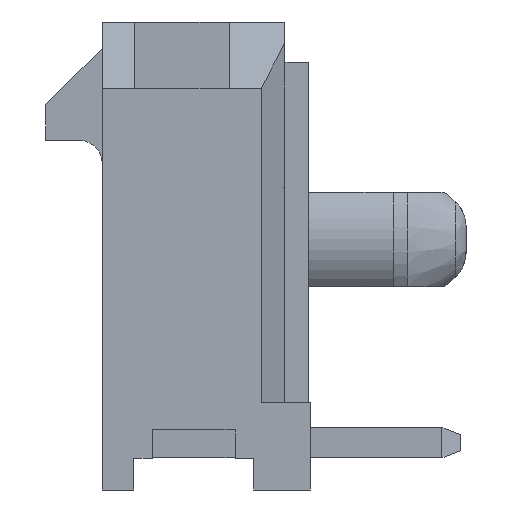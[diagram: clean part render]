
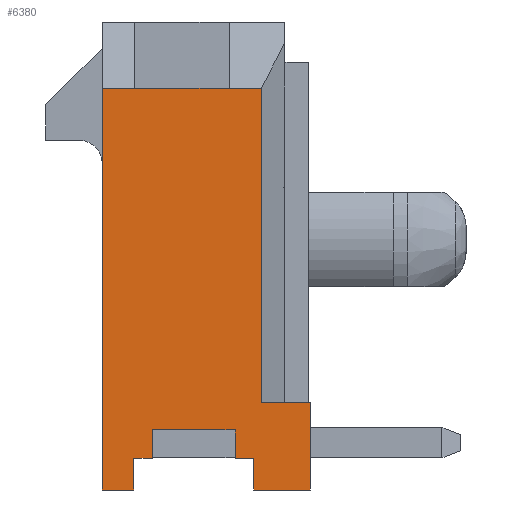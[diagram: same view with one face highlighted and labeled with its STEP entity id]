
A CAD part, left-side view. The second image highlights one B-rep face of the part: STEP entity #6380.
In plain terms, the highlighted planar face has unit normal (-1, 0, 0).
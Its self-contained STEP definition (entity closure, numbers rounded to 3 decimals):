
#565=DIRECTION('',(0.,-1.,0.));
#566=VECTOR('',#565,1.75);
#567=CARTESIAN_POINT('',(-12.32,0.875,-3.68));
#568=LINE('',#567,#566);
#569=DIRECTION('',(0.,0.,-1.));
#570=VECTOR('',#569,0.6);
#571=CARTESIAN_POINT('',(-12.32,0.875,-3.68));
#572=LINE('',#571,#570);
#573=DIRECTION('',(0.,1.,0.));
#574=VECTOR('',#573,0.395);
#575=CARTESIAN_POINT('',(-12.32,0.875,-4.28));
#576=LINE('',#575,#574);
#577=DIRECTION('',(0.,0.,-1.));
#578=VECTOR('',#577,0.67);
#579=CARTESIAN_POINT('',(-12.32,1.27,-4.28));
#580=LINE('',#579,#578);
#581=DIRECTION('',(0.,1.,0.));
#582=VECTOR('',#581,0.66);
#583=CARTESIAN_POINT('',(-12.32,1.27,-4.95));
#584=LINE('',#583,#582);
#585=DIRECTION('',(0.,0.,1.));
#586=VECTOR('',#585,8.5);
#587=CARTESIAN_POINT('',(-12.32,1.93,-4.95));
#588=LINE('',#587,#586);
#589=DIRECTION('',(0.,1.,0.));
#590=VECTOR('',#589,0.68);
#591=CARTESIAN_POINT('',(-12.32,1.25,3.55));
#592=LINE('',#591,#590);
#593=DIRECTION('',(0.,1.,0.));
#594=VECTOR('',#593,2.);
#595=CARTESIAN_POINT('',(-12.32,-0.75,3.55));
#596=LINE('',#595,#594);
#597=DIRECTION('',(0.,1.,0.));
#598=VECTOR('',#597,0.68);
#599=CARTESIAN_POINT('',(-12.32,-1.43,3.55));
#600=LINE('',#599,#598);
#601=DIRECTION('',(0.,0.,1.));
#602=VECTOR('',#601,6.65);
#603=CARTESIAN_POINT('',(-12.32,-1.43,-3.1));
#604=LINE('',#603,#602);
#605=DIRECTION('',(0.,0.,-1.));
#606=VECTOR('',#605,1.85);
#607=CARTESIAN_POINT('',(-12.32,-2.47,-3.1));
#608=LINE('',#607,#606);
#609=DIRECTION('',(0.,1.,0.));
#610=VECTOR('',#609,1.2);
#611=CARTESIAN_POINT('',(-12.32,-2.47,-4.95));
#612=LINE('',#611,#610);
#613=DIRECTION('',(0.,0.,1.));
#614=VECTOR('',#613,0.67);
#615=CARTESIAN_POINT('',(-12.32,-1.27,-4.95));
#616=LINE('',#615,#614);
#617=DIRECTION('',(0.,1.,0.));
#618=VECTOR('',#617,0.395);
#619=CARTESIAN_POINT('',(-12.32,-1.27,-4.28));
#620=LINE('',#619,#618);
#621=DIRECTION('',(0.,0.,-1.));
#622=VECTOR('',#621,0.6);
#623=CARTESIAN_POINT('',(-12.32,-0.875,-3.68));
#624=LINE('',#623,#622);
#1489=DIRECTION('',(0.,1.,0.));
#1490=VECTOR('',#1489,1.04);
#1491=CARTESIAN_POINT('',(-12.32,-2.47,-3.1));
#1492=LINE('',#1491,#1490);
#4285=CARTESIAN_POINT('',(-12.32,-2.47,-3.1));
#4286=CARTESIAN_POINT('',(-12.32,-2.47,-4.95));
#4287=VERTEX_POINT('',#4285);
#4288=VERTEX_POINT('',#4286);
#4289=CARTESIAN_POINT('',(-12.32,-1.27,-4.95));
#4290=VERTEX_POINT('',#4289);
#4297=CARTESIAN_POINT('',(-12.32,-1.27,-4.28));
#4298=VERTEX_POINT('',#4297);
#4299=CARTESIAN_POINT('',(-12.32,1.27,-4.28));
#4300=CARTESIAN_POINT('',(-12.32,1.27,-4.95));
#4301=VERTEX_POINT('',#4299);
#4302=VERTEX_POINT('',#4300);
#4303=CARTESIAN_POINT('',(-12.32,1.93,-4.95));
#4304=VERTEX_POINT('',#4303);
#4329=CARTESIAN_POINT('',(-12.32,-0.75,3.55));
#4330=CARTESIAN_POINT('',(-12.32,1.25,3.55));
#4331=VERTEX_POINT('',#4329);
#4332=VERTEX_POINT('',#4330);
#4383=CARTESIAN_POINT('',(-12.32,-0.875,-4.28));
#4385=VERTEX_POINT('',#4383);
#4387=CARTESIAN_POINT('',(-12.32,0.875,-4.28));
#4389=VERTEX_POINT('',#4387);
#4429=CARTESIAN_POINT('',(-12.32,0.875,-3.68));
#4431=VERTEX_POINT('',#4429);
#4619=CARTESIAN_POINT('',(-12.32,1.93,3.55));
#4621=VERTEX_POINT('',#4619);
#4635=CARTESIAN_POINT('',(-12.32,-1.43,3.55));
#4636=VERTEX_POINT('',#4635);
#4639=CARTESIAN_POINT('',(-12.32,-0.875,-3.68));
#4640=VERTEX_POINT('',#4639);
#4683=CARTESIAN_POINT('',(-12.32,-1.43,-3.1));
#4684=VERTEX_POINT('',#4683);
#6344=CARTESIAN_POINT('',(-12.32,0.,0.));
#6345=DIRECTION('',(1.,0.,0.));
#6346=DIRECTION('',(0.,0.,-1.));
#6347=AXIS2_PLACEMENT_3D('',#6344,#6345,#6346);
#6348=PLANE('',#6347);
#6350=ORIENTED_EDGE('',*,*,#6349,.F.);
#6352=ORIENTED_EDGE('',*,*,#6351,.T.);
#6353=ORIENTED_EDGE('',*,*,#6062,.T.);
#6355=ORIENTED_EDGE('',*,*,#6354,.T.);
#6357=ORIENTED_EDGE('',*,*,#6356,.T.);
#6359=ORIENTED_EDGE('',*,*,#6358,.T.);
#6361=ORIENTED_EDGE('',*,*,#6360,.F.);
#6363=ORIENTED_EDGE('',*,*,#6362,.F.);
#6365=ORIENTED_EDGE('',*,*,#6364,.F.);
#6367=ORIENTED_EDGE('',*,*,#6366,.F.);
#6369=ORIENTED_EDGE('',*,*,#6368,.F.);
#6371=ORIENTED_EDGE('',*,*,#6370,.T.);
#6373=ORIENTED_EDGE('',*,*,#6372,.T.);
#6375=ORIENTED_EDGE('',*,*,#6374,.T.);
#6376=ORIENTED_EDGE('',*,*,#6042,.T.);
#6377=ORIENTED_EDGE('',*,*,#5822,.F.);
#6378=EDGE_LOOP('',(#6350,#6352,#6353,#6355,#6357,#6359,#6361,#6363,#6365,#6367,
#6369,#6371,#6373,#6375,#6376,#6377));
#6379=FACE_OUTER_BOUND('',#6378,.F.);
#6380=ADVANCED_FACE('',(#6379),#6348,.F.);
#5822=EDGE_CURVE('',#4640,#4385,#624,.T.);
#6042=EDGE_CURVE('',#4298,#4385,#620,.T.);
#6062=EDGE_CURVE('',#4389,#4301,#576,.T.);
#6349=EDGE_CURVE('',#4431,#4640,#568,.T.);
#6351=EDGE_CURVE('',#4431,#4389,#572,.T.);
#6354=EDGE_CURVE('',#4301,#4302,#580,.T.);
#6356=EDGE_CURVE('',#4302,#4304,#584,.T.);
#6358=EDGE_CURVE('',#4304,#4621,#588,.T.);
#6360=EDGE_CURVE('',#4332,#4621,#592,.T.);
#6362=EDGE_CURVE('',#4331,#4332,#596,.T.);
#6364=EDGE_CURVE('',#4636,#4331,#600,.T.);
#6366=EDGE_CURVE('',#4684,#4636,#604,.T.);
#6368=EDGE_CURVE('',#4287,#4684,#1492,.T.);
#6370=EDGE_CURVE('',#4287,#4288,#608,.T.);
#6372=EDGE_CURVE('',#4288,#4290,#612,.T.);
#6374=EDGE_CURVE('',#4290,#4298,#616,.T.);
